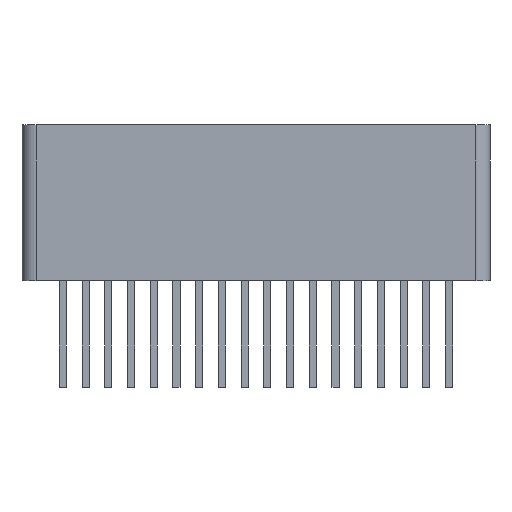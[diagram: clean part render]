
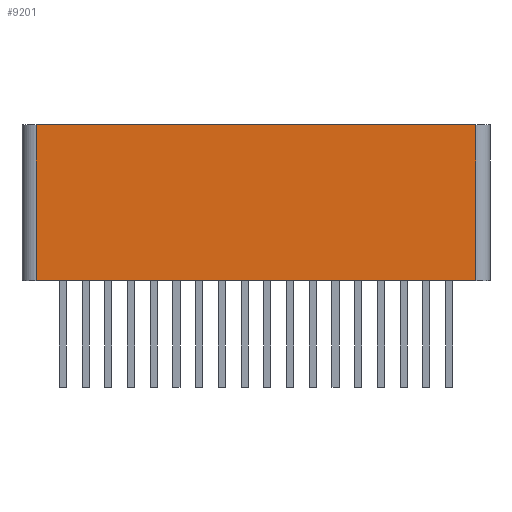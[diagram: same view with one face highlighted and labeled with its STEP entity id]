
A CAD part, front view. The second image highlights one B-rep face of the part: STEP entity #9201.
In plain terms, the highlighted planar face has unit normal (0, -1, 0).
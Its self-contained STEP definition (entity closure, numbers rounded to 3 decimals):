
#323 = VERTEX_POINT ( 'NONE', #1784 ) ;
#552 = EDGE_LOOP ( 'NONE', ( #8728, #5745, #1447, #10732 ) ) ;
#1447 = ORIENTED_EDGE ( 'NONE', *, *, #10740, .F. ) ;
#1510 = AXIS2_PLACEMENT_3D ( 'NONE', #9482, #7561, #10198 ) ;
#1660 = VECTOR ( 'NONE', #2844, 1000. ) ;
#1784 = CARTESIAN_POINT ( 'NONE',  ( -6.19, -0.89, 4.39 ) ) ;
#1836 = CARTESIAN_POINT ( 'NONE',  ( 6.19, -0.89, 4.39 ) ) ;
#2001 = PLANE ( 'NONE',  #1510 ) ;
#2525 = CARTESIAN_POINT ( 'NONE',  ( 6.59, -0.89, 0. ) ) ;
#2722 = CARTESIAN_POINT ( 'NONE',  ( 6.59, -0.89, 4.39 ) ) ;
#2785 = EDGE_CURVE ( 'NONE', #7214, #5424, #10867, .T. ) ;
#2844 = DIRECTION ( 'NONE',  ( 1., 0., 0. ) ) ;
#2885 = FACE_OUTER_BOUND ( 'NONE', #552, .T. ) ;
#3030 = EDGE_CURVE ( 'NONE', #5634, #7214, #11376, .T. ) ;
#4556 = DIRECTION ( 'NONE',  ( 0., 0., 1. ) ) ;
#4714 = VECTOR ( 'NONE', #4556, 1000. ) ;
#5098 = EDGE_CURVE ( 'NONE', #323, #5634, #7413, .T. ) ;
#5178 = CARTESIAN_POINT ( 'NONE',  ( 6.19, -0.89, 0. ) ) ;
#5424 = VERTEX_POINT ( 'NONE', #10603 ) ;
#5588 = CARTESIAN_POINT ( 'NONE',  ( -6.19, -0.89, 0. ) ) ;
#5634 = VERTEX_POINT ( 'NONE', #5588 ) ;
#5745 = ORIENTED_EDGE ( 'NONE', *, *, #2785, .T. ) ;
#6481 = LINE ( 'NONE', #2722, #1660 ) ;
#6495 = DIRECTION ( 'NONE',  ( 0., 0., -1. ) ) ;
#6941 = VECTOR ( 'NONE', #11318, 1000. ) ;
#7214 = VERTEX_POINT ( 'NONE', #5178 ) ;
#7413 = LINE ( 'NONE', #9997, #10256 ) ;
#7561 = DIRECTION ( 'NONE',  ( 0., 1., 0. ) ) ;
#8728 = ORIENTED_EDGE ( 'NONE', *, *, #3030, .T. ) ;
#9201 = ADVANCED_FACE ( 'NONE', ( #2885 ), #2001, .F. ) ;
#9482 = CARTESIAN_POINT ( 'NONE',  ( 6.59, -0.89, 4.39 ) ) ;
#9997 = CARTESIAN_POINT ( 'NONE',  ( -6.19, -0.89, 4.39 ) ) ;
#10198 = DIRECTION ( 'NONE',  ( -1., 0., 0. ) ) ;
#10256 = VECTOR ( 'NONE', #6495, 1000. ) ;
#10603 = CARTESIAN_POINT ( 'NONE',  ( 6.19, -0.89, 4.39 ) ) ;
#10732 = ORIENTED_EDGE ( 'NONE', *, *, #5098, .T. ) ;
#10740 = EDGE_CURVE ( 'NONE', #323, #5424, #6481, .T. ) ;
#10867 = LINE ( 'NONE', #1836, #4714 ) ;
#11318 = DIRECTION ( 'NONE',  ( 1., 0., 0. ) ) ;
#11376 = LINE ( 'NONE', #2525, #6941 ) ;
